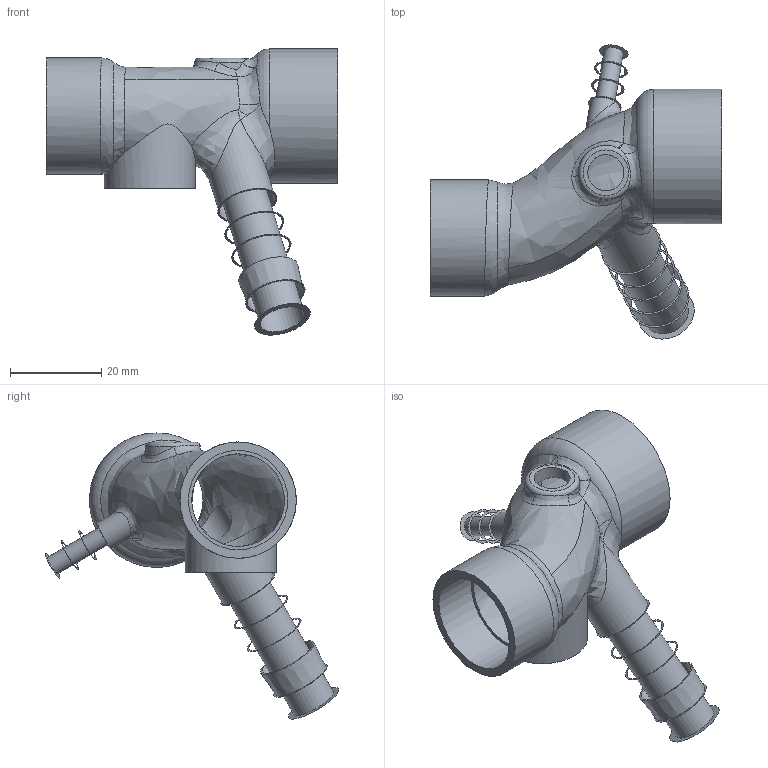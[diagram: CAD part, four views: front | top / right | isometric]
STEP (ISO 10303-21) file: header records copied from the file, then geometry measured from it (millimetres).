
FILE_DESCRIPTION(/* description */ (''),/* implementation_level */ '2;1');
FILE_NAME(/* name */ 'werid addapter part.stp',/* time_stamp */ '2020-04-09T22:56:22-04:00',/* author */ ('Simon'),/* organization */ (''),/* preprocessor_version */ 'ST-DEVELOPER v18',/* originating_system */ 'Autodesk Inventor 2020',/* authorisation */ '');
FILE_SCHEMA (('AUTOMOTIVE_DESIGN { 1 0 10303 214 3 1 1 }'));
Length unit declared in the file: millimetre
Products named in the file (1): Part6
Bounding box: 64 x 64.54 x 62.82 mm (x, y, z)
Volume: 11236 mm3; surface area: 14857.5 mm2
Topology: 1 solids, 1 shells, 65 faces, 184 edges, 133 vertices
Faces by surface type: bspline 24, plane 16, cylinder 14, cone 9, torus 2
Full cylindrical faces by diameter (mm): 4.2 x1, 7.938 x1, 10 x1, 12.7 x1, 16 x1, 20 x1, 21.84 x1, 25.54 x1, 25.6 x1, 29.5 x1
Entity records: 4070 total; most frequent: CARTESIAN_POINT 2448, ORIENTED_EDGE 358, DIRECTION 270, EDGE_CURVE 179, VERTEX_POINT 125, AXIS2_PLACEMENT_3D 125, EDGE_LOOP 85, CIRCLE 83
